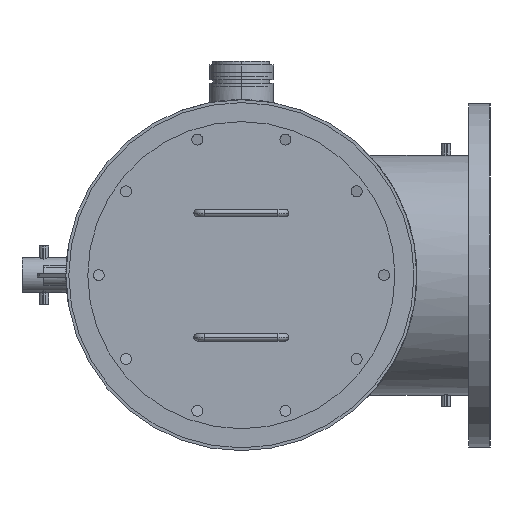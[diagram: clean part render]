
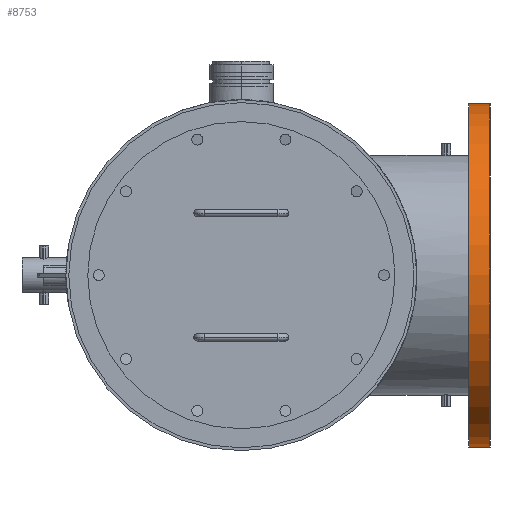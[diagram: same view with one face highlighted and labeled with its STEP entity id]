
A CAD part, left-side view. The second image highlights one B-rep face of the part: STEP entity #8753.
In plain terms, the highlighted cylindrical face has radius 298.45 mm (diameter 596.9 mm), a partial arc.
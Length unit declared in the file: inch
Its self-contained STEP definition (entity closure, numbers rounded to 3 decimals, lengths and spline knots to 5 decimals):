
#108 = VERTEX_POINT ( 'NONE', #354 ) ;
#121 = DIRECTION ( 'NONE',  ( 0., 0., -1. ) ) ;
#354 = CARTESIAN_POINT ( 'NONE',  ( 19.54, -15.56, -11.75 ) ) ;
#372 = CIRCLE ( 'NONE', #12738, 11.75 ) ;
#713 = CARTESIAN_POINT ( 'NONE',  ( 19.54, -17., 0. ) ) ;
#1053 = CARTESIAN_POINT ( 'NONE',  ( 19.54, -15.56, 11.75 ) ) ;
#1212 = CARTESIAN_POINT ( 'NONE',  ( 19.54, -15.56, 0. ) ) ;
#1366 = LINE ( 'NONE', #11655, #3941 ) ;
#1535 = EDGE_CURVE ( 'NONE', #7501, #11610, #1713, .T. ) ;
#1713 = LINE ( 'NONE', #1053, #12377 ) ;
#3039 = AXIS2_PLACEMENT_3D ( 'NONE', #12285, #12330, #3905 ) ;
#3123 = DIRECTION ( 'NONE',  ( 0., -1., 0. ) ) ;
#3261 = CIRCLE ( 'NONE', #11612, 11.75 ) ;
#3843 = VERTEX_POINT ( 'NONE', #4628 ) ;
#3905 = DIRECTION ( 'NONE',  ( 0., 0., -1. ) ) ;
#3941 = VECTOR ( 'NONE', #11570, 39.37008 ) ;
#4057 = EDGE_LOOP ( 'NONE', ( #9422, #5441, #10612, #10087 ) ) ;
#4279 = DIRECTION ( 'NONE',  ( 0., -1., 0. ) ) ;
#4628 = CARTESIAN_POINT ( 'NONE',  ( 19.54, -17., -11.75 ) ) ;
#5441 = ORIENTED_EDGE ( 'NONE', *, *, #9681, .T. ) ;
#5449 = FACE_OUTER_BOUND ( 'NONE', #4057, .T. ) ;
#6976 = EDGE_CURVE ( 'NONE', #108, #3843, #1366, .T. ) ;
#7501 = VERTEX_POINT ( 'NONE', #9693 ) ;
#7848 = DIRECTION ( 'NONE',  ( 0., 0., -1. ) ) ;
#8617 = EDGE_CURVE ( 'NONE', #11610, #3843, #3261, .T. ) ;
#8753 = ADVANCED_FACE ( 'NONE', ( #5449 ), #11595, .T. ) ;
#9422 = ORIENTED_EDGE ( 'NONE', *, *, #1535, .F. ) ;
#9681 = EDGE_CURVE ( 'NONE', #7501, #108, #372, .T. ) ;
#9693 = CARTESIAN_POINT ( 'NONE',  ( 19.54, -15.56, 11.75 ) ) ;
#10087 = ORIENTED_EDGE ( 'NONE', *, *, #8617, .F. ) ;
#10612 = ORIENTED_EDGE ( 'NONE', *, *, #6976, .T. ) ;
#11570 = DIRECTION ( 'NONE',  ( 0., -1., 0. ) ) ;
#11595 = CYLINDRICAL_SURFACE ( 'NONE', #3039, 11.75 ) ;
#11610 = VERTEX_POINT ( 'NONE', #12779 ) ;
#11612 = AXIS2_PLACEMENT_3D ( 'NONE', #713, #12059, #7848 ) ;
#11655 = CARTESIAN_POINT ( 'NONE',  ( 19.54, -15.56, -11.75 ) ) ;
#12059 = DIRECTION ( 'NONE',  ( 0., -1., 0. ) ) ;
#12285 = CARTESIAN_POINT ( 'NONE',  ( 19.54, -15.56, 0. ) ) ;
#12330 = DIRECTION ( 'NONE',  ( 0., -1., 0. ) ) ;
#12377 = VECTOR ( 'NONE', #3123, 39.37008 ) ;
#12738 = AXIS2_PLACEMENT_3D ( 'NONE', #1212, #4279, #121 ) ;
#12779 = CARTESIAN_POINT ( 'NONE',  ( 19.54, -17., 11.75 ) ) ;
